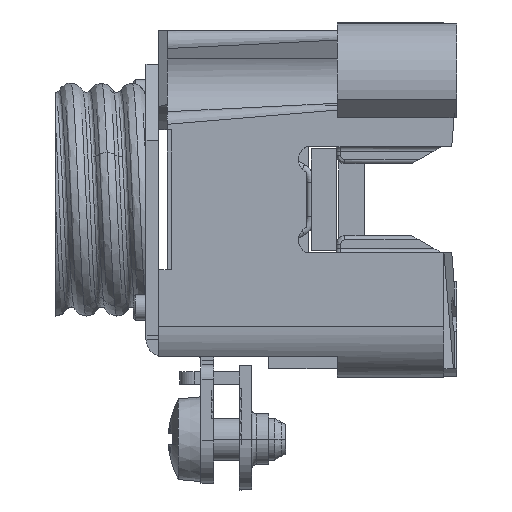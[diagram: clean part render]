
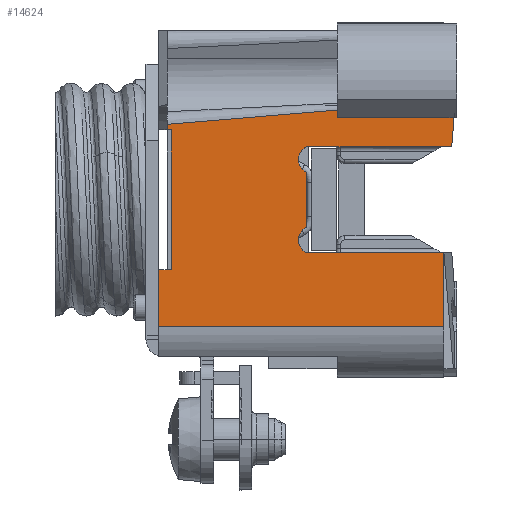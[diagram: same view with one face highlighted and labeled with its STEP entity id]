
A CAD part, left-side view. The second image highlights one B-rep face of the part: STEP entity #14624.
In plain terms, the highlighted face is planar.
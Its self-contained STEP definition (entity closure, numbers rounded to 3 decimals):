
#9016=DIRECTION('',(1.,0.,0.));
#9017=VECTOR('',#9016,6.75);
#9018=CARTESIAN_POINT('',(8.25,34.9,-18.5));
#9019=LINE('',#9018,#9017);
#9106=CARTESIAN_POINT('',(-4.75,16.775,-18.5));
#9107=DIRECTION('',(0.,0.,-1.));
#9108=DIRECTION('',(-0.923,0.385,0.));
#9109=AXIS2_PLACEMENT_3D('',#9106,#9107,#9108);
#9114=DIRECTION('',(1.,0.,0.));
#9115=VECTOR('',#9114,6.5);
#9116=CARTESIAN_POINT('',(-3.25,17.4,-18.5));
#9117=LINE('',#9116,#9115);
#9121=CARTESIAN_POINT('',(4.75,16.775,-18.5));
#9122=DIRECTION('',(0.,0.,-1.));
#9123=DIRECTION('',(-0.923,0.385,0.));
#9124=AXIS2_PLACEMENT_3D('',#9121,#9122,#9123);
#9129=DIRECTION('',(0.,-1.,0.));
#9130=VECTOR('',#9129,16.2);
#9131=CARTESIAN_POINT('',(6.25,17.4,-18.5));
#9132=LINE('',#9131,#9130);
#9136=DIRECTION('',(1.,0.,0.));
#9137=VECTOR('',#9136,8.75);
#9138=CARTESIAN_POINT('',(6.25,1.2,-18.5));
#9139=LINE('',#9138,#9137);
#9143=DIRECTION('',(0.,-1.,0.));
#9144=VECTOR('',#9143,1.5);
#9145=CARTESIAN_POINT('',(8.25,34.9,-18.5));
#9146=LINE('',#9145,#9144);
#9150=DIRECTION('',(-0.084,-0.996,0.));
#9151=VECTOR('',#9150,20.171);
#9152=CARTESIAN_POINT('',(-8.909,33.9,-18.5));
#9153=LINE('',#9152,#9151);
#9157=DIRECTION('',(1.,0.,0.));
#9158=VECTOR('',#9157,0.899);
#9159=CARTESIAN_POINT('',(-10.599,13.8,-18.5));
#9160=LINE('',#9159,#9158);
#9178=DIRECTION('',(-0.997,-0.077,0.));
#9179=VECTOR('',#9178,3.46);
#9180=CARTESIAN_POINT('',(-6.25,0.268,-18.5));
#9181=LINE('',#9180,#9179);
#9671=DIRECTION('',(0.,1.,0.));
#9672=VECTOR('',#9671,13.8);
#9673=CARTESIAN_POINT('',(-9.7,0.,-18.5));
#9674=LINE('',#9673,#9672);
#9794=DIRECTION('',(1.,0.,0.));
#9795=VECTOR('',#9794,0.659);
#9796=CARTESIAN_POINT('',(-8.909,33.9,-18.5));
#9797=LINE('',#9796,#9795);
#10110=DIRECTION('',(0.,-1.,0.));
#10111=VECTOR('',#10110,0.5);
#10112=CARTESIAN_POINT('',(-8.25,33.9,-18.5));
#10113=LINE('',#10112,#10111);
#10131=DIRECTION('',(1.,0.,0.));
#10132=VECTOR('',#10131,16.5);
#10133=CARTESIAN_POINT('',(-8.25,33.4,-18.5));
#10134=LINE('',#10133,#10132);
#10246=DIRECTION('',(0.,-1.,0.));
#10247=VECTOR('',#10246,17.132);
#10248=CARTESIAN_POINT('',(-6.25,17.4,-18.5));
#10249=LINE('',#10248,#10247);
#10686=DIRECTION('',(0.,-1.,0.));
#10687=VECTOR('',#10686,33.7);
#10688=CARTESIAN_POINT('',(15.,34.9,-18.5));
#10689=LINE('',#10688,#10687);
#13269=CARTESIAN_POINT('',(8.25,34.9,-18.5));
#13270=CARTESIAN_POINT('',(15.,34.9,-18.5));
#13271=VERTEX_POINT('',#13269);
#13272=VERTEX_POINT('',#13270);
#13333=CARTESIAN_POINT('',(15.,1.2,-18.5));
#13334=VERTEX_POINT('',#13333);
#13335=CARTESIAN_POINT('',(6.25,1.2,-18.5));
#13336=VERTEX_POINT('',#13335);
#13422=CARTESIAN_POINT('',(6.25,17.4,-18.5));
#13423=VERTEX_POINT('',#13422);
#13516=CARTESIAN_POINT('',(-6.25,0.268,-18.5));
#13517=VERTEX_POINT('',#13516);
#13542=CARTESIAN_POINT('',(-6.25,17.4,-18.5));
#13543=VERTEX_POINT('',#13542);
#13570=CARTESIAN_POINT('',(-9.7,0.,-18.5));
#13571=VERTEX_POINT('',#13570);
#13613=CARTESIAN_POINT('',(-9.7,13.8,-18.5));
#13614=VERTEX_POINT('',#13613);
#13619=CARTESIAN_POINT('',(-3.25,17.4,-18.5));
#13620=VERTEX_POINT('',#13619);
#13621=CARTESIAN_POINT('',(3.25,17.4,-18.5));
#13622=VERTEX_POINT('',#13621);
#13623=CARTESIAN_POINT('',(8.25,33.4,-18.5));
#13624=VERTEX_POINT('',#13623);
#13625=CARTESIAN_POINT('',(-8.25,33.4,-18.5));
#13626=VERTEX_POINT('',#13625);
#13627=CARTESIAN_POINT('',(-8.25,33.9,-18.5));
#13628=VERTEX_POINT('',#13627);
#13629=CARTESIAN_POINT('',(-8.909,33.9,-18.5));
#13630=VERTEX_POINT('',#13629);
#13631=CARTESIAN_POINT('',(-10.599,13.8,-18.5));
#13632=VERTEX_POINT('',#13631);
#14586=CARTESIAN_POINT('',(20.,0.,-18.5));
#14587=DIRECTION('',(0.,0.,-1.));
#14588=DIRECTION('',(-1.,0.,0.));
#14589=AXIS2_PLACEMENT_3D('',#14586,#14587,#14588);
#14590=PLANE('',#14589);
#14592=ORIENTED_EDGE('',*,*,#14591,.F.);
#14594=ORIENTED_EDGE('',*,*,#14593,.F.);
#14596=ORIENTED_EDGE('',*,*,#14595,.T.);
#14598=ORIENTED_EDGE('',*,*,#14597,.T.);
#14600=ORIENTED_EDGE('',*,*,#14599,.T.);
#14602=ORIENTED_EDGE('',*,*,#14601,.T.);
#14604=ORIENTED_EDGE('',*,*,#14603,.T.);
#14606=ORIENTED_EDGE('',*,*,#14605,.F.);
#14607=ORIENTED_EDGE('',*,*,#14549,.F.);
#14609=ORIENTED_EDGE('',*,*,#14608,.T.);
#14611=ORIENTED_EDGE('',*,*,#14610,.F.);
#14613=ORIENTED_EDGE('',*,*,#14612,.F.);
#14615=ORIENTED_EDGE('',*,*,#14614,.F.);
#14617=ORIENTED_EDGE('',*,*,#14616,.T.);
#14619=ORIENTED_EDGE('',*,*,#14618,.T.);
#14621=ORIENTED_EDGE('',*,*,#14620,.F.);
#14622=EDGE_LOOP('',(#14592,#14594,#14596,#14598,#14600,#14602,#14604,#14606,
#14607,#14609,#14611,#14613,#14615,#14617,#14619,#14621));
#14623=FACE_OUTER_BOUND('',#14622,.F.);
#9110=CIRCLE('',#9109,1.625);
#9125=CIRCLE('',#9124,1.625);
#14549=EDGE_CURVE('',#13271,#13272,#9019,.T.);
#14591=EDGE_CURVE('',#13517,#13571,#9181,.T.);
#14593=EDGE_CURVE('',#13543,#13517,#10249,.T.);
#14595=EDGE_CURVE('',#13543,#13620,#9110,.T.);
#14597=EDGE_CURVE('',#13620,#13622,#9117,.T.);
#14599=EDGE_CURVE('',#13622,#13423,#9125,.T.);
#14601=EDGE_CURVE('',#13423,#13336,#9132,.T.);
#14603=EDGE_CURVE('',#13336,#13334,#9139,.T.);
#14605=EDGE_CURVE('',#13272,#13334,#10689,.T.);
#14608=EDGE_CURVE('',#13271,#13624,#9146,.T.);
#14610=EDGE_CURVE('',#13626,#13624,#10134,.T.);
#14612=EDGE_CURVE('',#13628,#13626,#10113,.T.);
#14614=EDGE_CURVE('',#13630,#13628,#9797,.T.);
#14616=EDGE_CURVE('',#13630,#13632,#9153,.T.);
#14618=EDGE_CURVE('',#13632,#13614,#9160,.T.);
#14620=EDGE_CURVE('',#13571,#13614,#9674,.T.);
#14624=ADVANCED_FACE('',(#14623),#14590,.T.);
